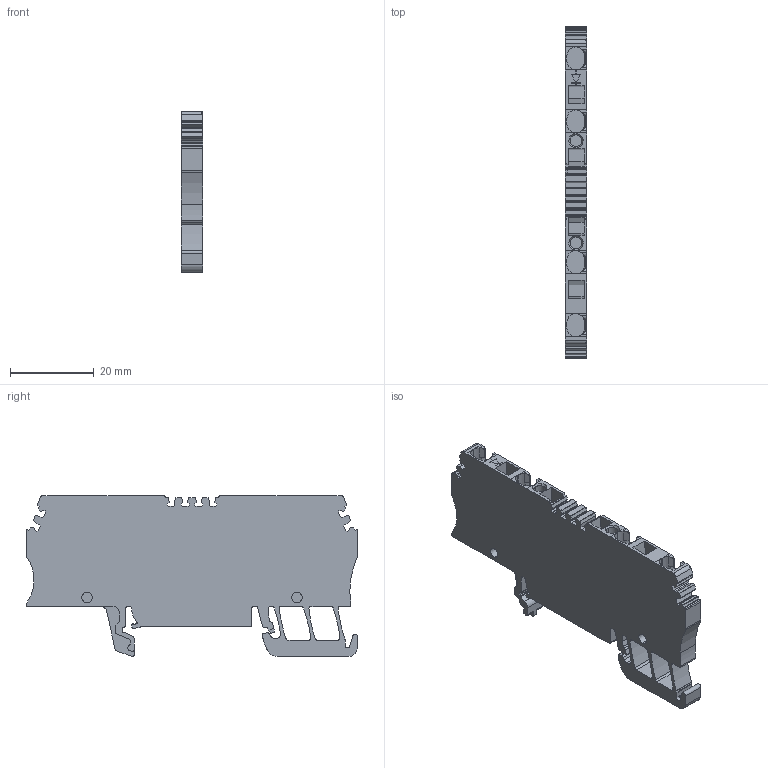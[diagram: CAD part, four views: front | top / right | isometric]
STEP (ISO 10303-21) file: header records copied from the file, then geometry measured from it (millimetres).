
FILE_DESCRIPTION(('CATIA V5R22 STEP214','CAx-IF Rec.Pracs.--- Model Styling and Organization---1.4--- 2014-01-23'),'2;1');
FILE_NAME ('018104-2_0', '2021-02-26T08:32:57+00:00', ('Weidmueller Interface'), ('Weidmueller'), 'CATIA Version 5-6 Release 2016 SP3 HF44', 'CATIA V5 STEP AP214', 'none');
FILE_SCHEMA(('AUTOMOTIVE_DESIGN { 1 0 10303 214 1 1 1 1 }'));
Length unit declared in the file: millimetre
Products named in the file (1): 1650350000_ZDU_2-5_2X2AN_D-
Bounding box: 5.1 x 79.05 x 38.35 mm (x, y, z)
Volume: 10611.2 mm3; surface area: 7434 mm2
Topology: 2 solids, 2 shells, 472 faces, 1395 edges, 936 vertices
Faces by surface type: plane 300, cylinder 148, extrusion 16, cone 8
Entity records: 15259 total; most frequent: CARTESIAN_POINT 3057, ORIENTED_EDGE 2790, DIRECTION 2083, EDGE_CURVE 1395, VECTOR 1049, LINE 1033, VERTEX_POINT 936, AXIS2_PLACEMENT_3D 672
